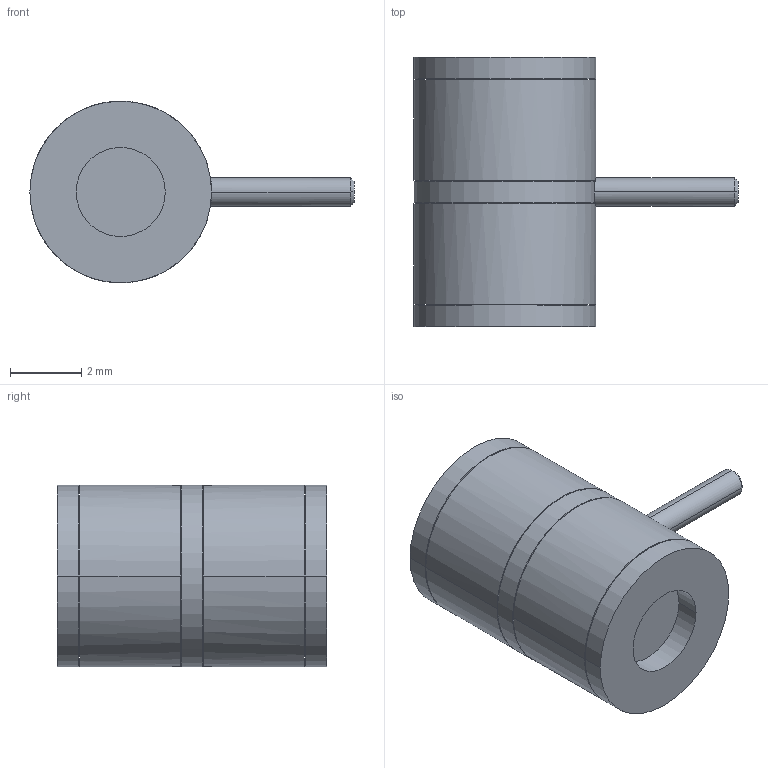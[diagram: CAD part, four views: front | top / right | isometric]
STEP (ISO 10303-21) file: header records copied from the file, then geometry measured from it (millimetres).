
FILE_DESCRIPTION((''),'2;1');
FILE_NAME('2036-XX-B8','2012-07-30T',('ryans'),('Bourns, Inc.'),'PRO/ENGINEER BY PARAMETRIC TECHNOLOGY CORPORATION, 2010100','PRO/ENGINEER BY PARAMETRIC TECHNOLOGY CORPORATION, 2010100','');
FILE_SCHEMA(('CONFIG_CONTROL_DESIGN'));
Length unit declared in the file: millimetre
Products named in the file (1): 2036-XX-B8
Bounding box: 9.1 x 7.55 x 5.1 mm (x, y, z)
Volume: 78.9 mm3; surface area: 355.4 mm2
Topology: 1 solids, 2 shells, 46 faces, 101 edges, 65 vertices
Faces by surface type: cylinder 23, plane 21, cone 2
Entity records: 1359 total; most frequent: CARTESIAN_POINT 254, DIRECTION 240, ORIENTED_EDGE 202, EDGE_CURVE 101, AXIS2_PLACEMENT_3D 96, VERTEX_POINT 65, EDGE_LOOP 56, CIRCLE 50
